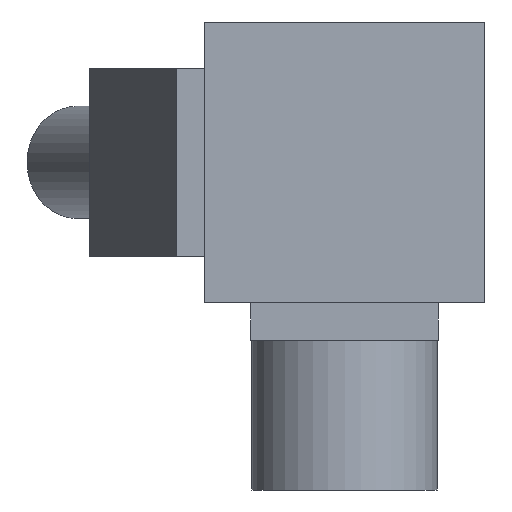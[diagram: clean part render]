
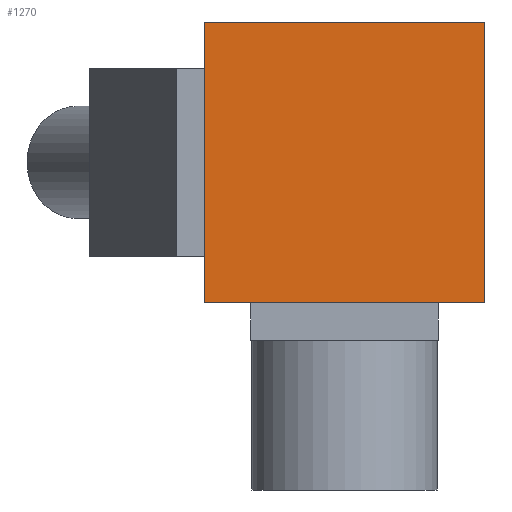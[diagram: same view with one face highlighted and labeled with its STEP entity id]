
A CAD part, front view. The second image highlights one B-rep face of the part: STEP entity #1270.
In plain terms, the highlighted planar face has unit normal (0, -1, 0).
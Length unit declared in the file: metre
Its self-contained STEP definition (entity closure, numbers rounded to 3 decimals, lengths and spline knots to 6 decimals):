
#200=ORIENTED_EDGE('',*,*,#555,.T.);
#201=ORIENTED_EDGE('',*,*,#514,.F.);
#202=ORIENTED_EDGE('',*,*,#572,.F.);
#203=ORIENTED_EDGE('',*,*,#570,.T.);
#514=EDGE_CURVE('',#703,#701,#832,.T.);
#555=EDGE_CURVE('',#744,#701,#843,.T.);
#570=EDGE_CURVE('',#756,#744,#858,.T.);
#572=EDGE_CURVE('',#756,#703,#860,.T.);
#701=VERTEX_POINT('',#1638);
#703=VERTEX_POINT('',#1642);
#744=VERTEX_POINT('',#1787);
#756=VERTEX_POINT('',#1816);
#832=LINE('',#1643,#942);
#843=LINE('',#1786,#953);
#858=LINE('',#1815,#968);
#860=LINE('',#1819,#970);
#942=VECTOR('',#1417,1.);
#953=VECTOR('',#1432,1.);
#968=VECTOR('',#1451,1.);
#970=VECTOR('',#1455,1.);
#1057=EDGE_LOOP('',(#200,#201,#202,#203));
#1147=FACE_BOUND('',#1057,.T.);
#1234=PLANE('',#1359);
#1270=ADVANCED_FACE('',(#1147),#1234,.F.);
#1359=AXIS2_PLACEMENT_3D('',#1818,#1453,#1454);
#1417=DIRECTION('',(0.,0.,-1.));
#1432=DIRECTION('',(1.,0.,0.));
#1451=DIRECTION('',(0.,0.,-1.));
#1453=DIRECTION('',(0.,1.,0.));
#1454=DIRECTION('',(0.,0.,1.));
#1455=DIRECTION('',(1.,0.,0.));
#1638=CARTESIAN_POINT('',(0.0381,-0.0381,-0.0381));
#1642=CARTESIAN_POINT('',(0.0381,-0.0381,0.0381));
#1643=CARTESIAN_POINT('',(0.0381,-0.0381,0.0381));
#1786=CARTESIAN_POINT('',(0.,-0.0381,-0.0381));
#1787=CARTESIAN_POINT('',(-0.0381,-0.0381,-0.0381));
#1815=CARTESIAN_POINT('',(-0.0381,-0.0381,0.0381));
#1816=CARTESIAN_POINT('',(-0.0381,-0.0381,0.0381));
#1818=CARTESIAN_POINT('',(0.,-0.0381,0.0381));
#1819=CARTESIAN_POINT('',(0.,-0.0381,0.0381));
